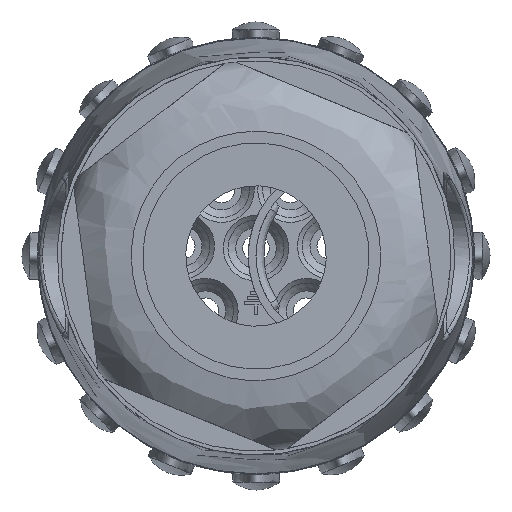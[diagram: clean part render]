
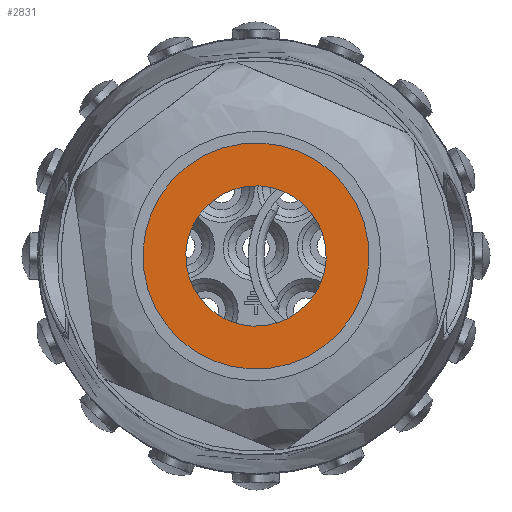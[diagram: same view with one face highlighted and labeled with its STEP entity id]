
A CAD part, left-side view. The second image highlights one B-rep face of the part: STEP entity #2831.
In plain terms, the highlighted planar face has unit normal (-1, 0, 0).
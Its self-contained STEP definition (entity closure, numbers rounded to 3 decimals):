
#1018=FACE_BOUND('',#6794,.T.);
#1019=FACE_BOUND('',#6795,.T.);
#2831=ADVANCED_FACE('',(#1018,#1019),#4025,.T.);
#4025=PLANE('',#29408);
#6794=EDGE_LOOP('',(#13254));
#6795=EDGE_LOOP('',(#13255));
#8077=CIRCLE('',#29406,4.5);
#8078=CIRCLE('',#29407,7.25);
#13254=ORIENTED_EDGE('',*,*,#21615,.F.);
#13255=ORIENTED_EDGE('',*,*,#21616,.F.);
#18155=VERTEX_POINT('',#50021);
#18156=VERTEX_POINT('',#50023);
#21615=EDGE_CURVE('',#18155,#18155,#8077,.T.);
#21616=EDGE_CURVE('',#18156,#18156,#8078,.T.);
#29406=AXIS2_PLACEMENT_3D('',#50020,#34669,#34670);
#29407=AXIS2_PLACEMENT_3D('',#50022,#34671,#34672);
#29408=AXIS2_PLACEMENT_3D('',#50024,#34673,#34674);
#34669=DIRECTION('',(-1.,0.,0.));
#34670=DIRECTION('',(0.,0.382,-0.924));
#34671=DIRECTION('',(1.,0.,0.));
#34672=DIRECTION('',(0.,0.924,0.382));
#34673=DIRECTION('',(-1.,0.,0.));
#34674=DIRECTION('',(0.,0.382,-0.924));
#50020=CARTESIAN_POINT('',(-42.9,0.5,0.));
#50021=CARTESIAN_POINT('',(-42.9,2.218,-4.159));
#50022=CARTESIAN_POINT('',(-42.9,0.5,0.));
#50023=CARTESIAN_POINT('',(-42.9,7.201,2.768));
#50024=CARTESIAN_POINT('',(-42.9,5.571,12.212));
